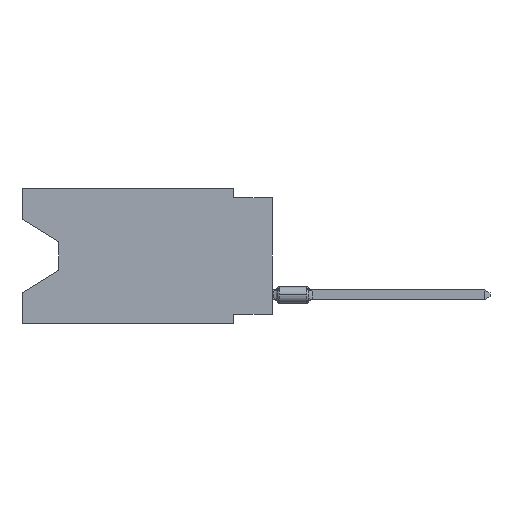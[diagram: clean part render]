
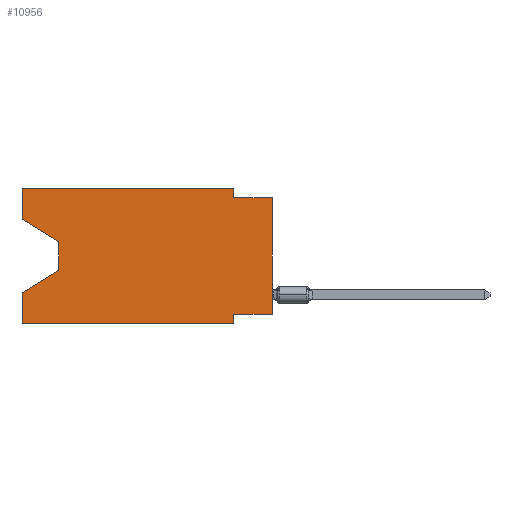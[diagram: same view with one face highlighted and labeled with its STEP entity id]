
A CAD part, left-side view. The second image highlights one B-rep face of the part: STEP entity #10956.
In plain terms, the highlighted planar face has unit normal (-1, 0, 0).
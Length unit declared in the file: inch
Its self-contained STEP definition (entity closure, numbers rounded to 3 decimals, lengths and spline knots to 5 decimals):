
#584 = EDGE_CURVE ( 'NONE', #2342, #13332, #1140, .T. ) ;
#686 = CARTESIAN_POINT ( 'NONE',  ( 0., 0., -0.325 ) ) ;
#711 = ORIENTED_EDGE ( 'NONE', *, *, #17403, .T. ) ;
#799 = VECTOR ( 'NONE', #9642, 39.37008 ) ;
#862 = EDGE_LOOP ( 'NONE', ( #3139, #15888, #711, #4530, #18080, #9596, #11461, #16004, #12762, #14582, #1078, #14805 ) ) ;
#875 = DIRECTION ( 'NONE',  ( 0., 0., -1. ) ) ;
#1009 = DIRECTION ( 'NONE',  ( 0., 0., 1. ) ) ;
#1078 = ORIENTED_EDGE ( 'NONE', *, *, #4112, .F. ) ;
#1140 = LINE ( 'NONE', #6706, #8030 ) ;
#1364 = EDGE_CURVE ( 'NONE', #17939, #2831, #2699, .T. ) ;
#1428 = DIRECTION ( 'NONE',  ( 0., 0., -1. ) ) ;
#1468 = CARTESIAN_POINT ( 'NONE',  ( 0., 0.1, 0. ) ) ;
#1518 = CARTESIAN_POINT ( 'NONE',  ( 0., 0.55, -0.212 ) ) ;
#1703 = CARTESIAN_POINT ( 'NONE',  ( 0., 0.1, -0.025 ) ) ;
#1793 = VECTOR ( 'NONE', #1960, 39.37008 ) ;
#1960 = DIRECTION ( 'NONE',  ( 0., 0., 1. ) ) ;
#2044 = CARTESIAN_POINT ( 'NONE',  ( 0., 0.645, -0.26975 ) ) ;
#2161 = PLANE ( 'NONE',  #13157 ) ;
#2342 = VERTEX_POINT ( 'NONE', #9869 ) ;
#2345 = FACE_OUTER_BOUND ( 'NONE', #862, .T. ) ;
#2626 = EDGE_CURVE ( 'NONE', #3631, #17939, #9302, .T. ) ;
#2695 = LINE ( 'NONE', #8256, #8832 ) ;
#2699 = LINE ( 'NONE', #9725, #799 ) ;
#2831 = VERTEX_POINT ( 'NONE', #9581 ) ;
#3074 = LINE ( 'NONE', #4360, #6306 ) ;
#3139 = ORIENTED_EDGE ( 'NONE', *, *, #12751, .T. ) ;
#3444 = CARTESIAN_POINT ( 'NONE',  ( 0., 0.645, 0. ) ) ;
#3534 = DIRECTION ( 'NONE',  ( 0., -1., 0. ) ) ;
#3631 = VERTEX_POINT ( 'NONE', #1468 ) ;
#4051 = CARTESIAN_POINT ( 'NONE',  ( 0., 0.645, 0. ) ) ;
#4110 = DIRECTION ( 'NONE',  ( 0., 0.855, -0.519 ) ) ;
#4112 = EDGE_CURVE ( 'NONE', #13332, #3631, #8919, .T. ) ;
#4360 = CARTESIAN_POINT ( 'NONE',  ( 0., 0.1, -0.35 ) ) ;
#4474 = VERTEX_POINT ( 'NONE', #8993 ) ;
#4530 = ORIENTED_EDGE ( 'NONE', *, *, #8209, .F. ) ;
#4631 = VERTEX_POINT ( 'NONE', #5162 ) ;
#5039 = CARTESIAN_POINT ( 'NONE',  ( 0., 0.645, 0. ) ) ;
#5162 = CARTESIAN_POINT ( 'NONE',  ( 0., 0.1, -0.325 ) ) ;
#5179 = LINE ( 'NONE', #686, #14048 ) ;
#5390 = VERTEX_POINT ( 'NONE', #17793 ) ;
#5430 = VECTOR ( 'NONE', #15649, 39.37008 ) ;
#5768 = LINE ( 'NONE', #8587, #5430 ) ;
#6156 = CARTESIAN_POINT ( 'NONE',  ( 0., 0.55, -0.138 ) ) ;
#6289 = CARTESIAN_POINT ( 'NONE',  ( 0., 0.1, -0.35 ) ) ;
#6306 = VECTOR ( 'NONE', #1428, 39.37008 ) ;
#6706 = CARTESIAN_POINT ( 'NONE',  ( 0., 0.645, 0. ) ) ;
#6839 = CARTESIAN_POINT ( 'NONE',  ( 0., 0.55, -0.212 ) ) ;
#7041 = VECTOR ( 'NONE', #13275, 39.37008 ) ;
#7439 = VERTEX_POINT ( 'NONE', #14611 ) ;
#8030 = VECTOR ( 'NONE', #11090, 39.37008 ) ;
#8209 = EDGE_CURVE ( 'NONE', #4474, #14100, #17777, .T. ) ;
#8256 = CARTESIAN_POINT ( 'NONE',  ( 0., 0.645, -0.08025 ) ) ;
#8587 = CARTESIAN_POINT ( 'NONE',  ( 0., 0.645, -0.35 ) ) ;
#8605 = VERTEX_POINT ( 'NONE', #6289 ) ;
#8642 = VECTOR ( 'NONE', #4110, 39.37008 ) ;
#8771 = VECTOR ( 'NONE', #1009, 39.37008 ) ;
#8832 = VECTOR ( 'NONE', #9363, 39.37008 ) ;
#8919 = LINE ( 'NONE', #3444, #10405 ) ;
#8993 = CARTESIAN_POINT ( 'NONE',  ( 0., 0.645, -0.35 ) ) ;
#9302 = LINE ( 'NONE', #14806, #10700 ) ;
#9363 = DIRECTION ( 'NONE',  ( 0., -0.855, -0.519 ) ) ;
#9493 = EDGE_CURVE ( 'NONE', #5390, #2831, #17343, .T. ) ;
#9520 = EDGE_CURVE ( 'NONE', #7439, #17938, #16134, .T. ) ;
#9581 = CARTESIAN_POINT ( 'NONE',  ( 0., 0., -0.025 ) ) ;
#9596 = ORIENTED_EDGE ( 'NONE', *, *, #17892, .F. ) ;
#9642 = DIRECTION ( 'NONE',  ( 0., -1., 0. ) ) ;
#9725 = CARTESIAN_POINT ( 'NONE',  ( 0., 0., -0.025 ) ) ;
#9869 = CARTESIAN_POINT ( 'NONE',  ( 0., 0.645, -0.08025 ) ) ;
#10405 = VECTOR ( 'NONE', #3534, 39.37008 ) ;
#10700 = VECTOR ( 'NONE', #11951, 39.37008 ) ;
#10736 = DIRECTION ( 'NONE',  ( 0., 1., 0. ) ) ;
#10951 = EDGE_CURVE ( 'NONE', #5390, #4631, #5179, .T. ) ;
#10956 = ADVANCED_FACE ( 'NONE', ( #2345 ), #2161, .F. ) ;
#11090 = DIRECTION ( 'NONE',  ( 0., 0., 1. ) ) ;
#11461 = ORIENTED_EDGE ( 'NONE', *, *, #10951, .F. ) ;
#11951 = DIRECTION ( 'NONE',  ( 0., 0., -1. ) ) ;
#12233 = LINE ( 'NONE', #6839, #8642 ) ;
#12751 = EDGE_CURVE ( 'NONE', #2342, #7439, #2695, .T. ) ;
#12762 = ORIENTED_EDGE ( 'NONE', *, *, #1364, .F. ) ;
#12911 = CARTESIAN_POINT ( 'NONE',  ( 0., 0., 0. ) ) ;
#13157 = AXIS2_PLACEMENT_3D ( 'NONE', #15977, #13398, #875 ) ;
#13275 = DIRECTION ( 'NONE',  ( 0., 0., -1. ) ) ;
#13332 = VERTEX_POINT ( 'NONE', #4051 ) ;
#13398 = DIRECTION ( 'NONE',  ( 1., 0., 0. ) ) ;
#14048 = VECTOR ( 'NONE', #10736, 39.37008 ) ;
#14100 = VERTEX_POINT ( 'NONE', #2044 ) ;
#14582 = ORIENTED_EDGE ( 'NONE', *, *, #2626, .F. ) ;
#14611 = CARTESIAN_POINT ( 'NONE',  ( 0., 0.55, -0.138 ) ) ;
#14805 = ORIENTED_EDGE ( 'NONE', *, *, #584, .F. ) ;
#14806 = CARTESIAN_POINT ( 'NONE',  ( 0., 0.1, 0. ) ) ;
#15649 = DIRECTION ( 'NONE',  ( 0., -1., 0. ) ) ;
#15888 = ORIENTED_EDGE ( 'NONE', *, *, #9520, .T. ) ;
#15977 = CARTESIAN_POINT ( 'NONE',  ( 0., 0.645, 0. ) ) ;
#16004 = ORIENTED_EDGE ( 'NONE', *, *, #9493, .T. ) ;
#16134 = LINE ( 'NONE', #6156, #7041 ) ;
#17130 = EDGE_CURVE ( 'NONE', #4474, #8605, #5768, .T. ) ;
#17343 = LINE ( 'NONE', #12911, #1793 ) ;
#17403 = EDGE_CURVE ( 'NONE', #17938, #14100, #12233, .T. ) ;
#17777 = LINE ( 'NONE', #5039, #8771 ) ;
#17793 = CARTESIAN_POINT ( 'NONE',  ( 0., 0., -0.325 ) ) ;
#17892 = EDGE_CURVE ( 'NONE', #4631, #8605, #3074, .T. ) ;
#17938 = VERTEX_POINT ( 'NONE', #1518 ) ;
#17939 = VERTEX_POINT ( 'NONE', #1703 ) ;
#18080 = ORIENTED_EDGE ( 'NONE', *, *, #17130, .T. ) ;
